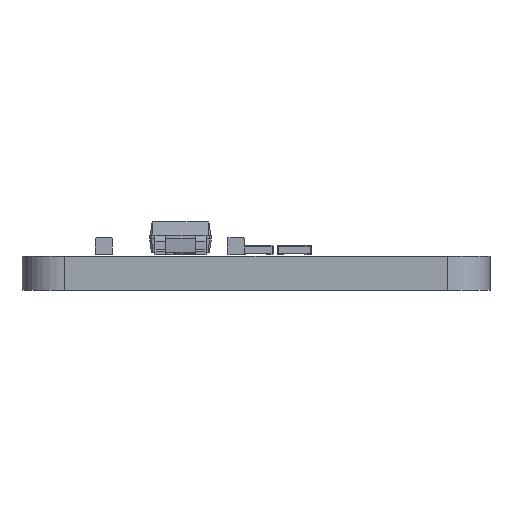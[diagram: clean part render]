
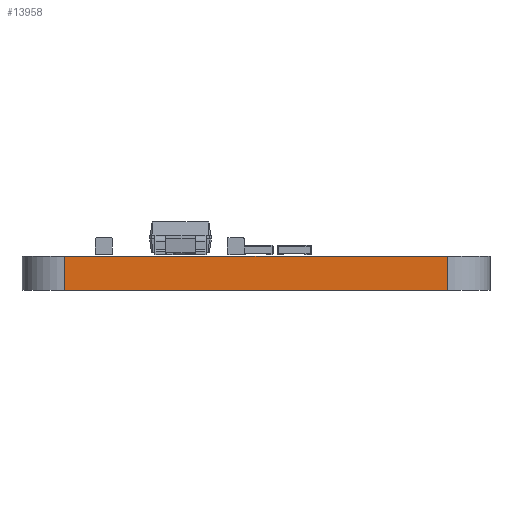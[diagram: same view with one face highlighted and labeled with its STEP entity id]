
A CAD part, front view. The second image highlights one B-rep face of the part: STEP entity #13958.
In plain terms, the highlighted planar face has unit normal (0, -1, 0).
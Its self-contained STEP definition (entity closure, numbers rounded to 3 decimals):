
#11413 = PLANE('',#11414);
#11414 = AXIS2_PLACEMENT_3D('',#11415,#11416,#11417);
#11415 = CARTESIAN_POINT('',(0.,2.91,1.6));
#11416 = DIRECTION('',(0.,0.,1.));
#11417 = DIRECTION('',(1.,0.,0.));
#11467 = PLANE('',#11468);
#11468 = AXIS2_PLACEMENT_3D('',#11469,#11470,#11471);
#11469 = CARTESIAN_POINT('',(0.,2.91,0.));
#11470 = DIRECTION('',(0.,0.,1.));
#11471 = DIRECTION('',(1.,0.,0.));
#11664 = VERTEX_POINT('',#11665);
#11665 = CARTESIAN_POINT('',(-9.,-14.09,0.));
#11680 = CYLINDRICAL_SURFACE('',#11681,2.);
#11681 = AXIS2_PLACEMENT_3D('',#11682,#11683,#11684);
#11682 = CARTESIAN_POINT('',(-9.,-12.09,0.));
#11683 = DIRECTION('',(0.,0.,-1.));
#11684 = DIRECTION('',(1.,0.,0.));
#11692 = EDGE_CURVE('',#11664,#11693,#11695,.T.);
#11693 = VERTEX_POINT('',#11694);
#11694 = CARTESIAN_POINT('',(9.,-14.09,0.));
#11695 = SURFACE_CURVE('',#11696,(#11700,#11707),.PCURVE_S1.);
#11696 = LINE('',#11697,#11698);
#11697 = CARTESIAN_POINT('',(-9.,-14.09,0.));
#11698 = VECTOR('',#11699,1.);
#11699 = DIRECTION('',(1.,0.,0.));
#11700 = PCURVE('',#11467,#11701);
#11701 = DEFINITIONAL_REPRESENTATION('',(#11702),#11706);
#11702 = LINE('',#11703,#11704);
#11703 = CARTESIAN_POINT('',(-9.,-17.));
#11704 = VECTOR('',#11705,1.);
#11705 = DIRECTION('',(1.,0.));
#11706 = ( GEOMETRIC_REPRESENTATION_CONTEXT(2) 
PARAMETRIC_REPRESENTATION_CONTEXT() REPRESENTATION_CONTEXT('2D SPACE',''
  ) );
#11707 = PCURVE('',#11708,#11713);
#11708 = PLANE('',#11709);
#11709 = AXIS2_PLACEMENT_3D('',#11710,#11711,#11712);
#11710 = CARTESIAN_POINT('',(-9.,-14.09,0.));
#11711 = DIRECTION('',(0.,1.,0.));
#11712 = DIRECTION('',(1.,0.,0.));
#11713 = DEFINITIONAL_REPRESENTATION('',(#11714),#11718);
#11714 = LINE('',#11715,#11716);
#11715 = CARTESIAN_POINT('',(0.,0.));
#11716 = VECTOR('',#11717,1.);
#11717 = DIRECTION('',(1.,0.));
#11718 = ( GEOMETRIC_REPRESENTATION_CONTEXT(2) 
PARAMETRIC_REPRESENTATION_CONTEXT() REPRESENTATION_CONTEXT('2D SPACE',''
  ) );
#11737 = CYLINDRICAL_SURFACE('',#11738,2.);
#11738 = AXIS2_PLACEMENT_3D('',#11739,#11740,#11741);
#11739 = CARTESIAN_POINT('',(9.,-12.09,0.));
#11740 = DIRECTION('',(0.,0.,-1.));
#11741 = DIRECTION('',(1.,0.,0.));
#12867 = VERTEX_POINT('',#12868);
#12868 = CARTESIAN_POINT('',(-9.,-14.09,1.6));
#12890 = EDGE_CURVE('',#12867,#12891,#12893,.T.);
#12891 = VERTEX_POINT('',#12892);
#12892 = CARTESIAN_POINT('',(9.,-14.09,1.6));
#12893 = SURFACE_CURVE('',#12894,(#12898,#12905),.PCURVE_S1.);
#12894 = LINE('',#12895,#12896);
#12895 = CARTESIAN_POINT('',(-9.,-14.09,1.6));
#12896 = VECTOR('',#12897,1.);
#12897 = DIRECTION('',(1.,0.,0.));
#12898 = PCURVE('',#11413,#12899);
#12899 = DEFINITIONAL_REPRESENTATION('',(#12900),#12904);
#12900 = LINE('',#12901,#12902);
#12901 = CARTESIAN_POINT('',(-9.,-17.));
#12902 = VECTOR('',#12903,1.);
#12903 = DIRECTION('',(1.,0.));
#12904 = ( GEOMETRIC_REPRESENTATION_CONTEXT(2) 
PARAMETRIC_REPRESENTATION_CONTEXT() REPRESENTATION_CONTEXT('2D SPACE',''
  ) );
#12905 = PCURVE('',#11708,#12906);
#12906 = DEFINITIONAL_REPRESENTATION('',(#12907),#12911);
#12907 = LINE('',#12908,#12909);
#12908 = CARTESIAN_POINT('',(0.,-1.6));
#12909 = VECTOR('',#12910,1.);
#12910 = DIRECTION('',(1.,0.));
#12911 = ( GEOMETRIC_REPRESENTATION_CONTEXT(2) 
PARAMETRIC_REPRESENTATION_CONTEXT() REPRESENTATION_CONTEXT('2D SPACE',''
  ) );
#13908 = EDGE_CURVE('',#11693,#12891,#13909,.T.);
#13909 = SURFACE_CURVE('',#13910,(#13914,#13921),.PCURVE_S1.);
#13910 = LINE('',#13911,#13912);
#13911 = CARTESIAN_POINT('',(9.,-14.09,0.));
#13912 = VECTOR('',#13913,1.);
#13913 = DIRECTION('',(0.,0.,1.));
#13914 = PCURVE('',#11737,#13915);
#13915 = DEFINITIONAL_REPRESENTATION('',(#13916),#13920);
#13916 = LINE('',#13917,#13918);
#13917 = CARTESIAN_POINT('',(-4.712,0.));
#13918 = VECTOR('',#13919,1.);
#13919 = DIRECTION('',(0.,-1.));
#13920 = ( GEOMETRIC_REPRESENTATION_CONTEXT(2) 
PARAMETRIC_REPRESENTATION_CONTEXT() REPRESENTATION_CONTEXT('2D SPACE',''
  ) );
#13921 = PCURVE('',#11708,#13922);
#13922 = DEFINITIONAL_REPRESENTATION('',(#13923),#13927);
#13923 = LINE('',#13924,#13925);
#13924 = CARTESIAN_POINT('',(18.,0.));
#13925 = VECTOR('',#13926,1.);
#13926 = DIRECTION('',(0.,-1.));
#13927 = ( GEOMETRIC_REPRESENTATION_CONTEXT(2) 
PARAMETRIC_REPRESENTATION_CONTEXT() REPRESENTATION_CONTEXT('2D SPACE',''
  ) );
#13937 = EDGE_CURVE('',#11664,#12867,#13938,.T.);
#13938 = SURFACE_CURVE('',#13939,(#13943,#13950),.PCURVE_S1.);
#13939 = LINE('',#13940,#13941);
#13940 = CARTESIAN_POINT('',(-9.,-14.09,0.));
#13941 = VECTOR('',#13942,1.);
#13942 = DIRECTION('',(0.,0.,1.));
#13943 = PCURVE('',#11680,#13944);
#13944 = DEFINITIONAL_REPRESENTATION('',(#13945),#13949);
#13945 = LINE('',#13946,#13947);
#13946 = CARTESIAN_POINT('',(-4.712,0.));
#13947 = VECTOR('',#13948,1.);
#13948 = DIRECTION('',(0.,-1.));
#13949 = ( GEOMETRIC_REPRESENTATION_CONTEXT(2) 
PARAMETRIC_REPRESENTATION_CONTEXT() REPRESENTATION_CONTEXT('2D SPACE',''
  ) );
#13950 = PCURVE('',#11708,#13951);
#13951 = DEFINITIONAL_REPRESENTATION('',(#13952),#13956);
#13952 = LINE('',#13953,#13954);
#13953 = CARTESIAN_POINT('',(0.,0.));
#13954 = VECTOR('',#13955,1.);
#13955 = DIRECTION('',(0.,-1.));
#13956 = ( GEOMETRIC_REPRESENTATION_CONTEXT(2) 
PARAMETRIC_REPRESENTATION_CONTEXT() REPRESENTATION_CONTEXT('2D SPACE',''
  ) );
#13958 = ADVANCED_FACE('',(#13959),#11708,.F.);
#13959 = FACE_BOUND('',#13960,.F.);
#13960 = EDGE_LOOP('',(#13961,#13962,#13963,#13964));
#13961 = ORIENTED_EDGE('',*,*,#13937,.T.);
#13962 = ORIENTED_EDGE('',*,*,#12890,.T.);
#13963 = ORIENTED_EDGE('',*,*,#13908,.F.);
#13964 = ORIENTED_EDGE('',*,*,#11692,.F.);
